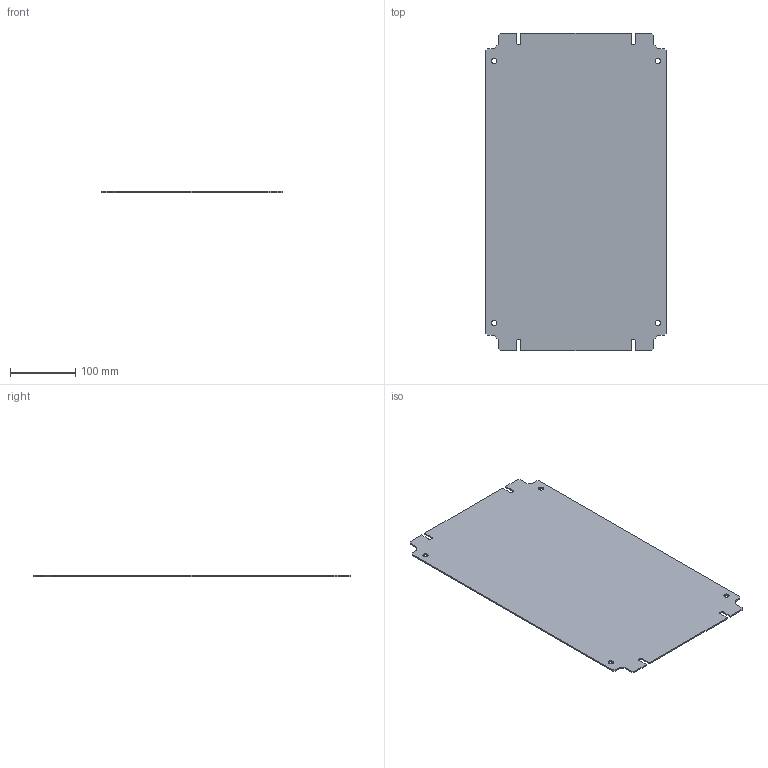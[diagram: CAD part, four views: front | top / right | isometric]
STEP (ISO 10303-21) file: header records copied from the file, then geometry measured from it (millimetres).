
FILE_DESCRIPTION( ( '' ), '1' );
FILE_NAME( '1569_700_2_03.stp', '2012-03-15T12:07:27', ( '' ), ( '' ), ' ', ' ', ' ' );
FILE_SCHEMA( ( 'CONFIG_CONTROL_DESIGN' ) );
Length unit declared in the file: millimetre
Products named in the file (1): 1
Bounding box: 275 x 485 x 2 mm (x, y, z)
Volume: 262019.1 mm3; surface area: 265471.1 mm2
Topology: 1 solids, 1 shells, 50 faces, 144 edges, 96 vertices
Faces by surface type: plane 38, cylinder 12
Entity records: 1692 total; most frequent: CARTESIAN_POINT 291, ORIENTED_EDGE 288, DIRECTION 270, EDGE_CURVE 144, LINE 120, VECTOR 120, VERTEX_POINT 96, AXIS2_PLACEMENT_3D 75
